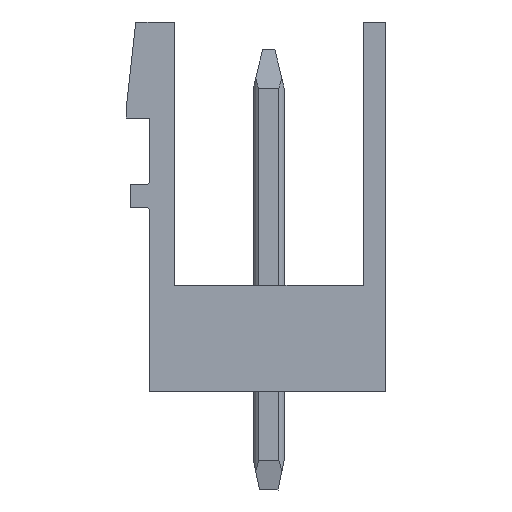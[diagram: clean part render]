
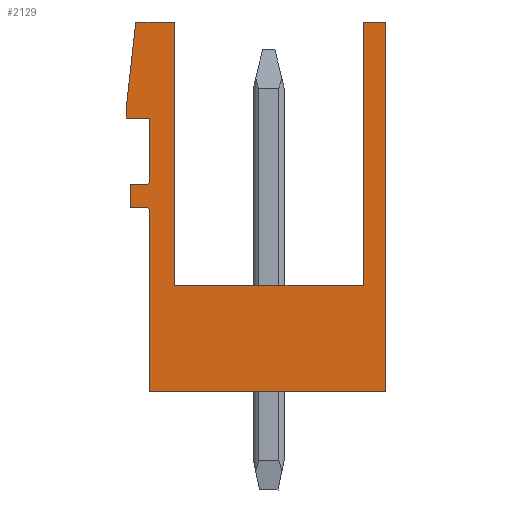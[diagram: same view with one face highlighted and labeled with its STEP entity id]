
A CAD part, left-side view. The second image highlights one B-rep face of the part: STEP entity #2129.
In plain terms, the highlighted planar face has unit normal (-1, 0, 0).
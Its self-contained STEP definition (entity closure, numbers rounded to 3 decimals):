
#1764=AXIS2_PLACEMENT_3D('Circle Axis2P3D',#1762,#1763,$) ;
#1860=AXIS2_PLACEMENT_3D('Circle Axis2P3D',#1858,#1859,$) ;
#2098=AXIS2_PLACEMENT_3D('Plane Axis2P3D',#2095,#2096,#2097) ;
#89=CARTESIAN_POINT('Vertex',(0.,6.86,6.65)) ;
#92=CARTESIAN_POINT('Line Origine',(0.,3.795,6.65)) ;
#96=CARTESIAN_POINT('Vertex',(0.,0.73,6.65)) ;
#1652=CARTESIAN_POINT('Line Origine',(0.,0.73,10.925)) ;
#1656=CARTESIAN_POINT('Vertex',(0.,0.73,15.2)) ;
#1735=CARTESIAN_POINT('Vertex',(0.,7.68,3.2)) ;
#1738=CARTESIAN_POINT('Line Origine',(0.,7.68,6.14)) ;
#1742=CARTESIAN_POINT('Vertex',(0.,7.68,9.08)) ;
#1762=CARTESIAN_POINT('Axis2P3D Location',(0.,7.78,9.08)) ;
#1766=CARTESIAN_POINT('Vertex',(0.,7.78,9.18)) ;
#1786=CARTESIAN_POINT('Line Origine',(0.,8.04,9.18)) ;
#1790=CARTESIAN_POINT('Vertex',(0.,8.3,9.18)) ;
#1810=CARTESIAN_POINT('Line Origine',(0.,8.3,9.555)) ;
#1814=CARTESIAN_POINT('Vertex',(0.,8.3,9.93)) ;
#1834=CARTESIAN_POINT('Line Origine',(0.,8.04,9.93)) ;
#1838=CARTESIAN_POINT('Vertex',(0.,7.78,9.93)) ;
#1858=CARTESIAN_POINT('Axis2P3D Location',(0.,7.78,10.03)) ;
#1862=CARTESIAN_POINT('Vertex',(0.,7.68,10.03)) ;
#1877=CARTESIAN_POINT('Line Origine',(0.,7.68,11.055)) ;
#1881=CARTESIAN_POINT('Vertex',(0.,7.68,12.08)) ;
#1901=CARTESIAN_POINT('Line Origine',(0.,8.055,12.08)) ;
#1905=CARTESIAN_POINT('Vertex',(0.,8.43,12.08)) ;
#1925=CARTESIAN_POINT('Line Origine',(0.,8.43,12.24)) ;
#1929=CARTESIAN_POINT('Vertex',(0.,8.43,12.4)) ;
#1949=CARTESIAN_POINT('Line Origine',(0.,8.275,13.8)) ;
#1953=CARTESIAN_POINT('Vertex',(0.,8.12,15.2)) ;
#1973=CARTESIAN_POINT('Line Origine',(0.,7.49,15.2)) ;
#1977=CARTESIAN_POINT('Vertex',(0.,6.86,15.2)) ;
#1992=CARTESIAN_POINT('Line Origine',(0.,0.365,15.2)) ;
#1996=CARTESIAN_POINT('Vertex',(0.,0.,15.2)) ;
#2016=CARTESIAN_POINT('Line Origine',(0.,0.,9.2)) ;
#2020=CARTESIAN_POINT('Vertex',(0.,0.,3.2)) ;
#2095=CARTESIAN_POINT('Axis2P3D Location',(0.,0.,0.)) ;
#2100=CARTESIAN_POINT('Line Origine',(0.,3.84,3.2)) ;
#2105=CARTESIAN_POINT('Line Origine',(0.,6.86,10.925)) ;
#93=DIRECTION('Vector Direction',(0.,-1.,0.)) ;
#1653=DIRECTION('Vector Direction',(0.,0.,-1.)) ;
#1739=DIRECTION('Vector Direction',(0.,0.,1.)) ;
#1763=DIRECTION('Axis2P3D Direction',(-1.,0.,0.)) ;
#1787=DIRECTION('Vector Direction',(0.,-1.,0.)) ;
#1811=DIRECTION('Vector Direction',(0.,0.,-1.)) ;
#1835=DIRECTION('Vector Direction',(0.,1.,0.)) ;
#1859=DIRECTION('Axis2P3D Direction',(-1.,0.,0.)) ;
#1878=DIRECTION('Vector Direction',(0.,0.,-1.)) ;
#1902=DIRECTION('Vector Direction',(0.,-1.,0.)) ;
#1926=DIRECTION('Vector Direction',(0.,0.,-1.)) ;
#1950=DIRECTION('Vector Direction',(0.,0.11,-0.994)) ;
#1974=DIRECTION('Vector Direction',(0.,-1.,0.)) ;
#1993=DIRECTION('Vector Direction',(0.,1.,0.)) ;
#2017=DIRECTION('Vector Direction',(0.,0.,1.)) ;
#2096=DIRECTION('Axis2P3D Direction',(-1.,0.,0.)) ;
#2097=DIRECTION('Axis2P3D XDirection',(0.,0.,1.)) ;
#2101=DIRECTION('Vector Direction',(0.,1.,0.)) ;
#2106=DIRECTION('Vector Direction',(0.,0.,1.)) ;
#94=VECTOR('Line Direction',#93,1.) ;
#1654=VECTOR('Line Direction',#1653,1.) ;
#1740=VECTOR('Line Direction',#1739,1.) ;
#1788=VECTOR('Line Direction',#1787,1.) ;
#1812=VECTOR('Line Direction',#1811,1.) ;
#1836=VECTOR('Line Direction',#1835,1.) ;
#1879=VECTOR('Line Direction',#1878,1.) ;
#1903=VECTOR('Line Direction',#1902,1.) ;
#1927=VECTOR('Line Direction',#1926,1.) ;
#1951=VECTOR('Line Direction',#1950,1.) ;
#1975=VECTOR('Line Direction',#1974,1.) ;
#1994=VECTOR('Line Direction',#1993,1.) ;
#2018=VECTOR('Line Direction',#2017,1.) ;
#2102=VECTOR('Line Direction',#2101,1.) ;
#2107=VECTOR('Line Direction',#2106,1.) ;
#2111=ORIENTED_EDGE('',*,*,#2104,.T.) ;
#2112=ORIENTED_EDGE('',*,*,#2022,.T.) ;
#2113=ORIENTED_EDGE('',*,*,#1998,.T.) ;
#2114=ORIENTED_EDGE('',*,*,#1658,.T.) ;
#2115=ORIENTED_EDGE('',*,*,#98,.T.) ;
#2116=ORIENTED_EDGE('',*,*,#2109,.T.) ;
#2117=ORIENTED_EDGE('',*,*,#1979,.T.) ;
#2118=ORIENTED_EDGE('',*,*,#1955,.T.) ;
#2119=ORIENTED_EDGE('',*,*,#1931,.T.) ;
#2120=ORIENTED_EDGE('',*,*,#1907,.T.) ;
#2121=ORIENTED_EDGE('',*,*,#1883,.T.) ;
#2122=ORIENTED_EDGE('',*,*,#1864,.T.) ;
#2123=ORIENTED_EDGE('',*,*,#1840,.T.) ;
#2124=ORIENTED_EDGE('',*,*,#1816,.T.) ;
#2125=ORIENTED_EDGE('',*,*,#1792,.T.) ;
#2126=ORIENTED_EDGE('',*,*,#1768,.T.) ;
#2127=ORIENTED_EDGE('',*,*,#1744,.T.) ;
#2129=ADVANCED_FACE('Housing',(#2128),#2099,.T.) ;
#1765=CIRCLE('generated circle',#1764,0.1) ;
#1861=CIRCLE('generated circle',#1860,0.1) ;
#98=EDGE_CURVE('',#97,#90,#95,.F.) ;
#1658=EDGE_CURVE('',#1657,#97,#1655,.T.) ;
#1744=EDGE_CURVE('',#1743,#1736,#1741,.F.) ;
#1768=EDGE_CURVE('',#1767,#1743,#1765,.F.) ;
#1792=EDGE_CURVE('',#1791,#1767,#1789,.T.) ;
#1816=EDGE_CURVE('',#1815,#1791,#1813,.T.) ;
#1840=EDGE_CURVE('',#1839,#1815,#1837,.T.) ;
#1864=EDGE_CURVE('',#1863,#1839,#1861,.F.) ;
#1883=EDGE_CURVE('',#1882,#1863,#1880,.T.) ;
#1907=EDGE_CURVE('',#1906,#1882,#1904,.T.) ;
#1931=EDGE_CURVE('',#1930,#1906,#1928,.T.) ;
#1955=EDGE_CURVE('',#1954,#1930,#1952,.T.) ;
#1979=EDGE_CURVE('',#1978,#1954,#1976,.F.) ;
#1998=EDGE_CURVE('',#1997,#1657,#1995,.T.) ;
#2022=EDGE_CURVE('',#2021,#1997,#2019,.T.) ;
#2104=EDGE_CURVE('',#1736,#2021,#2103,.F.) ;
#2109=EDGE_CURVE('',#90,#1978,#2108,.T.) ;
#2110=EDGE_LOOP('',(#2111,#2112,#2113,#2114,#2115,#2116,#2117,#2118,#2119,#2120,#2121,#2122,#2123,#2124,#2125,#2126,#2127)) ;
#2128=FACE_OUTER_BOUND('',#2110,.T.) ;
#95=LINE('Line',#92,#94) ;
#1655=LINE('Line',#1652,#1654) ;
#1741=LINE('Line',#1738,#1740) ;
#1789=LINE('Line',#1786,#1788) ;
#1813=LINE('Line',#1810,#1812) ;
#1837=LINE('Line',#1834,#1836) ;
#1880=LINE('Line',#1877,#1879) ;
#1904=LINE('Line',#1901,#1903) ;
#1928=LINE('Line',#1925,#1927) ;
#1952=LINE('Line',#1949,#1951) ;
#1976=LINE('Line',#1973,#1975) ;
#1995=LINE('Line',#1992,#1994) ;
#2019=LINE('Line',#2016,#2018) ;
#2103=LINE('Line',#2100,#2102) ;
#2108=LINE('Line',#2105,#2107) ;
#2099=PLANE('',#2098) ;
#90=VERTEX_POINT('',#89) ;
#97=VERTEX_POINT('',#96) ;
#1657=VERTEX_POINT('',#1656) ;
#1736=VERTEX_POINT('',#1735) ;
#1743=VERTEX_POINT('',#1742) ;
#1767=VERTEX_POINT('',#1766) ;
#1791=VERTEX_POINT('',#1790) ;
#1815=VERTEX_POINT('',#1814) ;
#1839=VERTEX_POINT('',#1838) ;
#1863=VERTEX_POINT('',#1862) ;
#1882=VERTEX_POINT('',#1881) ;
#1906=VERTEX_POINT('',#1905) ;
#1930=VERTEX_POINT('',#1929) ;
#1954=VERTEX_POINT('',#1953) ;
#1978=VERTEX_POINT('',#1977) ;
#1997=VERTEX_POINT('',#1996) ;
#2021=VERTEX_POINT('',#2020) ;
